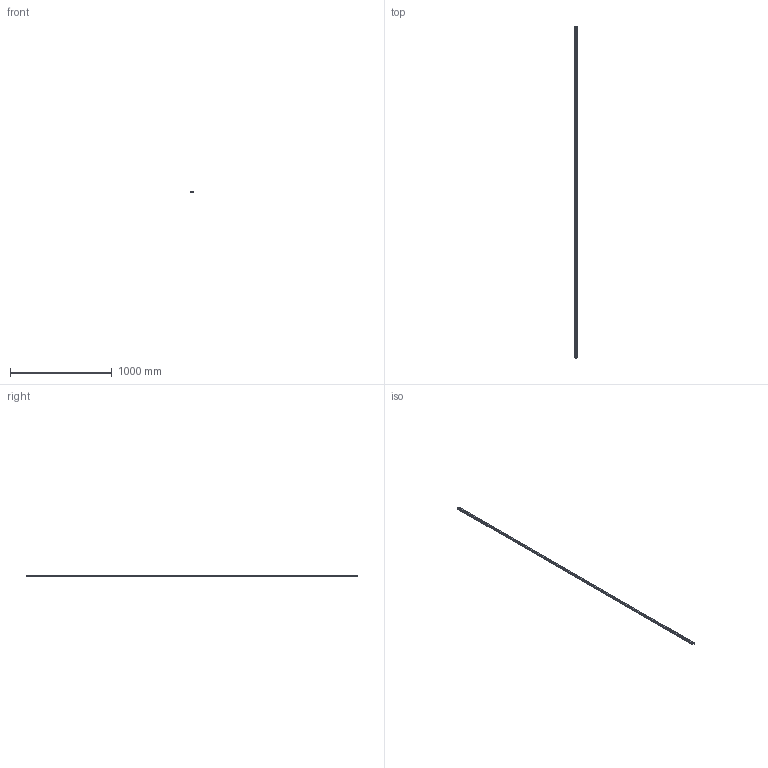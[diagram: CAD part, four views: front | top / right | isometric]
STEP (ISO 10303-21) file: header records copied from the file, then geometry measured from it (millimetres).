
FILE_DESCRIPTION(('STEP AP214'),'1');
FILE_NAME('cctmp_5957F751-C0B5-4524-8C42-2AE1797EF69B_2020_5_18_14_5_47_127..stp','2020-05-18T12:05:47',('HIWIN GmbH'),('CADClick - www.CADClick.com'),'Spatial InterOp 3D',' ','unknown authorization');
FILE_SCHEMA(('AUTOMOTIVE_DESIGN'));
Length unit declared in the file: millimetre
Products named in the file (1): HGR20R3270H_FILE
Bounding box: 20 x 3270 x 17.5 mm (x, y, z)
Volume: 934462.2 mm3; surface area: 277471.7 mm2
Topology: 1 solids, 1 shells, 602 faces, 1293 edges, 862 vertices
Faces by surface type: cylinder 352, plane 250
Entity records: 21481 total; most frequent: DIRECTION 3203, CARTESIAN_POINT 2758, ORIENTED_EDGE 2586, AXIS2_PLACEMENT_3D 1307, EDGE_CURVE 1293, VERTEX_POINT 862, EDGE_LOOP 771, CIRCLE 704
